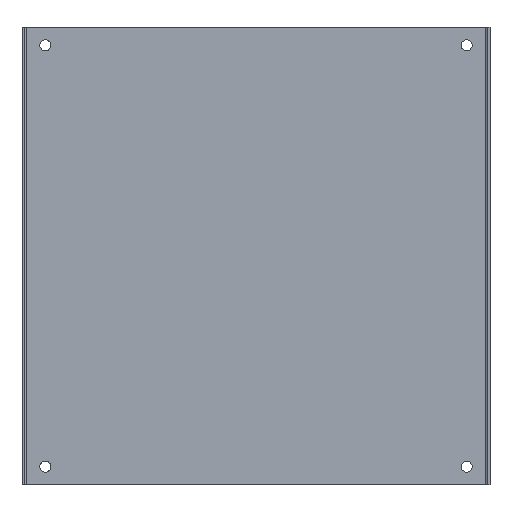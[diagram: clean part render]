
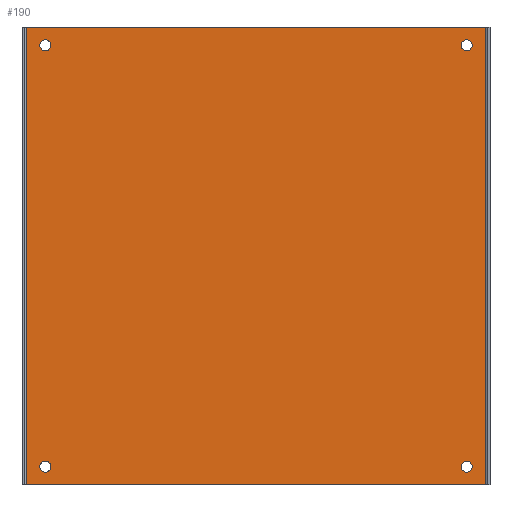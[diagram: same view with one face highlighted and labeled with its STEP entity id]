
A CAD part, front view. The second image highlights one B-rep face of the part: STEP entity #190.
In plain terms, the highlighted planar face has unit normal (0, -1, 0).
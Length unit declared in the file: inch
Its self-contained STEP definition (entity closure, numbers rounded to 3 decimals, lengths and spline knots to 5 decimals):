
#1 = DIRECTION ( 'NONE',  ( 0., 1., 0. ) ) ;
#4 = DIRECTION ( 'NONE',  ( 0., 0., -1. ) ) ;
#7 = AXIS2_PLACEMENT_3D ( 'NONE', #233, #1, #329 ) ;
#10 = EDGE_CURVE ( 'NONE', #500, #500, #419, .T. ) ;
#11 = LINE ( 'NONE', #262, #215 ) ;
#31 = CARTESIAN_POINT ( 'NONE',  ( 10.495, -0.065, 0. ) ) ;
#44 = EDGE_CURVE ( 'NONE', #238, #597, #265, .T. ) ;
#45 = DIRECTION ( 'NONE',  ( 0., 0., -1. ) ) ;
#58 = EDGE_LOOP ( 'NONE', ( #325 ) ) ;
#59 = DIRECTION ( 'NONE',  ( 0., 0., -1. ) ) ;
#63 = EDGE_LOOP ( 'NONE', ( #81 ) ) ;
#64 = DIRECTION ( 'NONE',  ( 0., 1., 0. ) ) ;
#67 = CARTESIAN_POINT ( 'NONE',  ( -10.495, -0.065, -10.4375 ) ) ;
#68 = CARTESIAN_POINT ( 'NONE',  ( -9.625, -0.065, -9.875 ) ) ;
#70 = AXIS2_PLACEMENT_3D ( 'NONE', #31, #355, #45 ) ;
#81 = ORIENTED_EDGE ( 'NONE', *, *, #10, .T. ) ;
#83 = CARTESIAN_POINT ( 'NONE',  ( 10.495, -0.065, -10.4375 ) ) ;
#87 = FACE_BOUND ( 'NONE', #63, .T. ) ;
#92 = VERTEX_POINT ( 'NONE', #68 ) ;
#98 = CARTESIAN_POINT ( 'NONE',  ( 10.495, -0.065, 10.4375 ) ) ;
#104 = CARTESIAN_POINT ( 'NONE',  ( 0., -0.065, 10.4375 ) ) ;
#109 = CARTESIAN_POINT ( 'NONE',  ( -10.495, -0.065, 0. ) ) ;
#120 = CARTESIAN_POINT ( 'NONE',  ( 10.495, -0.065, 0. ) ) ;
#139 = VECTOR ( 'NONE', #159, 39.37008 ) ;
#143 = EDGE_CURVE ( 'NONE', #597, #353, #11, .T. ) ;
#147 = VECTOR ( 'NONE', #312, 39.37008 ) ;
#155 = DIRECTION ( 'NONE',  ( 0., 1., 0. ) ) ;
#159 = DIRECTION ( 'NONE',  ( 0., 0., -1. ) ) ;
#168 = ORIENTED_EDGE ( 'NONE', *, *, #185, .T. ) ;
#185 = EDGE_CURVE ( 'NONE', #353, #453, #259, .T. ) ;
#186 = ORIENTED_EDGE ( 'NONE', *, *, #392, .T. ) ;
#190 = ADVANCED_FACE ( 'NONE', ( #491, #565, #87, #275, #332 ), #310, .T. ) ;
#207 = CIRCLE ( 'NONE', #580, 0.25 ) ;
#212 = CARTESIAN_POINT ( 'NONE',  ( 9.625, -0.065, -9.875 ) ) ;
#213 = CARTESIAN_POINT ( 'NONE',  ( 9.625, -0.065, 9.625 ) ) ;
#215 = VECTOR ( 'NONE', #599, 39.37008 ) ;
#233 = CARTESIAN_POINT ( 'NONE',  ( -9.625, -0.065, 9.625 ) ) ;
#238 = VERTEX_POINT ( 'NONE', #466 ) ;
#249 = VERTEX_POINT ( 'NONE', #440 ) ;
#259 = LINE ( 'NONE', #120, #147 ) ;
#262 = CARTESIAN_POINT ( 'NONE',  ( 0., -0.065, -10.4375 ) ) ;
#265 = LINE ( 'NONE', #109, #139 ) ;
#275 = FACE_BOUND ( 'NONE', #458, .T. ) ;
#286 = DIRECTION ( 'NONE',  ( 0., 1., 0. ) ) ;
#289 = AXIS2_PLACEMENT_3D ( 'NONE', #530, #64, #59 ) ;
#299 = ORIENTED_EDGE ( 'NONE', *, *, #44, .T. ) ;
#310 = PLANE ( 'NONE',  #70 ) ;
#312 = DIRECTION ( 'NONE',  ( 0., 0., 1. ) ) ;
#325 = ORIENTED_EDGE ( 'NONE', *, *, #582, .T. ) ;
#329 = DIRECTION ( 'NONE',  ( 0., 0., -1. ) ) ;
#332 = FACE_OUTER_BOUND ( 'NONE', #406, .T. ) ;
#337 = DIRECTION ( 'NONE',  ( 1., 0., 0. ) ) ;
#353 = VERTEX_POINT ( 'NONE', #83 ) ;
#355 = DIRECTION ( 'NONE',  ( 0., -1., 0. ) ) ;
#357 = VERTEX_POINT ( 'NONE', #212 ) ;
#380 = VECTOR ( 'NONE', #337, 39.37008 ) ;
#391 = CARTESIAN_POINT ( 'NONE',  ( 9.625, -0.065, 9.375 ) ) ;
#392 = EDGE_CURVE ( 'NONE', #249, #249, #603, .T. ) ;
#395 = EDGE_CURVE ( 'NONE', #357, #357, #207, .T. ) ;
#401 = LINE ( 'NONE', #104, #380 ) ;
#406 = EDGE_LOOP ( 'NONE', ( #598, #168, #478, #299 ) ) ;
#419 = CIRCLE ( 'NONE', #447, 0.25 ) ;
#440 = CARTESIAN_POINT ( 'NONE',  ( -9.625, -0.065, 9.375 ) ) ;
#447 = AXIS2_PLACEMENT_3D ( 'NONE', #213, #155, #593 ) ;
#453 = VERTEX_POINT ( 'NONE', #98 ) ;
#458 = EDGE_LOOP ( 'NONE', ( #186 ) ) ;
#466 = CARTESIAN_POINT ( 'NONE',  ( -10.495, -0.065, 10.4375 ) ) ;
#478 = ORIENTED_EDGE ( 'NONE', *, *, #594, .F. ) ;
#491 = FACE_BOUND ( 'NONE', #58, .T. ) ;
#500 = VERTEX_POINT ( 'NONE', #391 ) ;
#508 = CIRCLE ( 'NONE', #289, 0.25 ) ;
#522 = CARTESIAN_POINT ( 'NONE',  ( 9.625, -0.065, -9.625 ) ) ;
#530 = CARTESIAN_POINT ( 'NONE',  ( -9.625, -0.065, -9.625 ) ) ;
#534 = EDGE_LOOP ( 'NONE', ( #555 ) ) ;
#555 = ORIENTED_EDGE ( 'NONE', *, *, #395, .T. ) ;
#565 = FACE_BOUND ( 'NONE', #534, .T. ) ;
#580 = AXIS2_PLACEMENT_3D ( 'NONE', #522, #286, #4 ) ;
#582 = EDGE_CURVE ( 'NONE', #92, #92, #508, .T. ) ;
#593 = DIRECTION ( 'NONE',  ( 0., 0., -1. ) ) ;
#594 = EDGE_CURVE ( 'NONE', #238, #453, #401, .T. ) ;
#597 = VERTEX_POINT ( 'NONE', #67 ) ;
#598 = ORIENTED_EDGE ( 'NONE', *, *, #143, .T. ) ;
#599 = DIRECTION ( 'NONE',  ( 1., 0., 0. ) ) ;
#603 = CIRCLE ( 'NONE', #7, 0.25 ) ;
